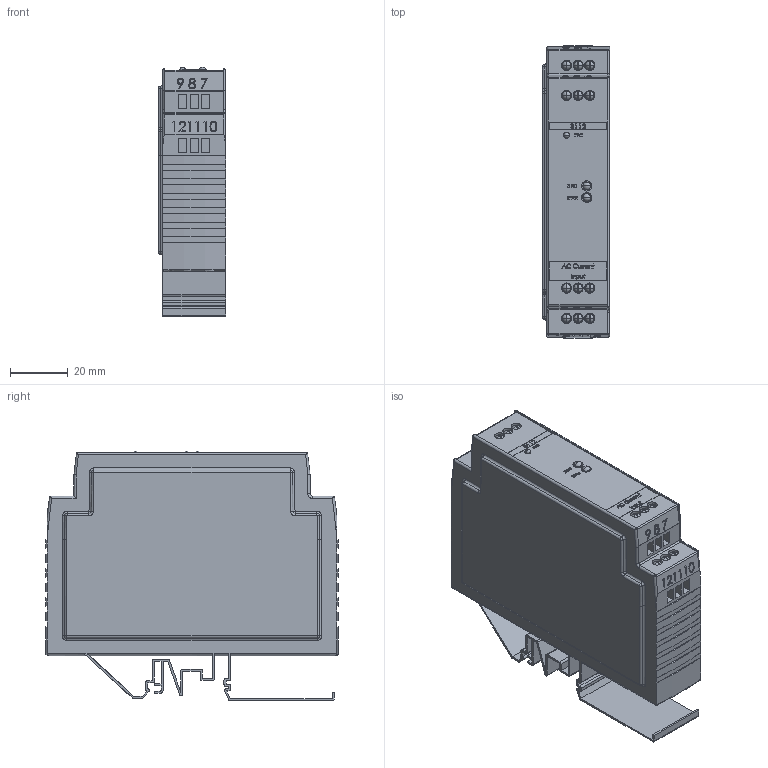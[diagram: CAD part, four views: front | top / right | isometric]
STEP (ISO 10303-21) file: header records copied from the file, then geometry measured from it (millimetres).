
FILE_DESCRIPTION (( 'STEP AP203' ), '1' );
FILE_NAME ('ADAM 3112.STEP', '2010-02-26T05:34:12', ( 'Bryan Andersen' ), ( 'Andersen 3-D Modeling' ), 'SwSTEP 2.0', 'SolidWorks 2010', '' );
FILE_SCHEMA (( 'CONFIG_CONTROL_DESIGN' ));
Products named in the file (1): ADAM 3112
Bounding box: 23.2 x 100.89 x 86.11 mm (x, y, z)
Volume: 152496.2 mm3; surface area: 31372.3 mm2
Topology: 1 solids, 1 shells, 1052 faces, 2708 edges, 1748 vertices
Faces by surface type: plane 579, bspline 230, cylinder 143, sphere 64, torus 36
Entity records: 51275 total; most frequent: CARTESIAN_POINT 27008, ORIENTED_EDGE 5382, DIRECTION 4287, EDGE_CURVE 2691, VERTEX_POINT 1745, VECTOR 1713, LINE 1713, AXIS2_PLACEMENT_3D 1287
